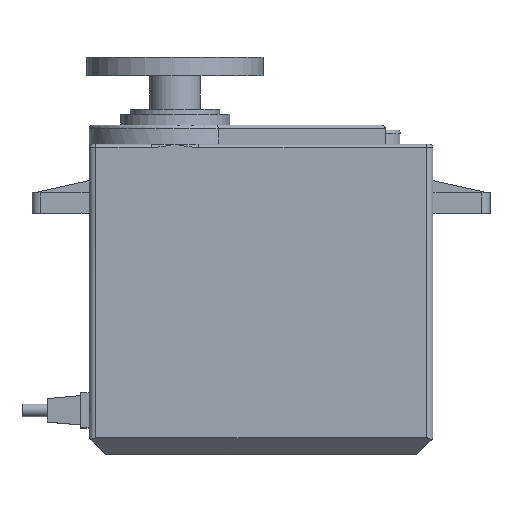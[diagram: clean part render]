
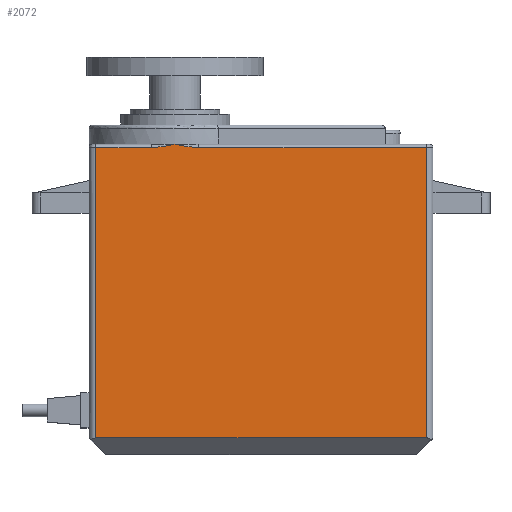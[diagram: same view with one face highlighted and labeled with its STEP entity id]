
A CAD part, top view. The second image highlights one B-rep face of the part: STEP entity #2072.
In plain terms, the highlighted planar face has unit normal (0, 0, 1).
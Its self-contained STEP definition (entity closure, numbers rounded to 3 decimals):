
#39=B_SPLINE_CURVE_WITH_KNOTS('',3,(#3473,#3474,#3475,#3476,#3477,#3478,
#3479,#3480,#3481,#3482,#3483,#3484,#3485,#3486,#3487,#3488,#3489,#3490,
#3491,#3492,#3493,#3494,#3495,#3496,#3497,#3498,#3499,#3500,#3501,#3502,
#3503,#3504,#3505,#3506,#3507,#3508,#3509),.UNSPECIFIED.,.F.,.F.,(4,3,3,
3,3,3,3,3,3,3,3,3,4),(0.,0.,0.001,0.001,
0.001,0.001,0.001,0.002,
0.002,0.003,0.003,0.003,
0.003),.UNSPECIFIED.);
#40=B_SPLINE_CURVE_WITH_KNOTS('',3,(#3511,#3512,#3513,#3514,#3515,#3516,
#3517,#3518,#3519,#3520,#3521,#3522,#3523,#3524,#3525,#3526,#3527,#3528,
#3529,#3530,#3531,#3532,#3533,#3534,#3535,#3536,#3537,#3538,#3539,#3540,
#3541,#3542,#3543,#3544,#3545,#3546,#3547),.UNSPECIFIED.,.F.,.F.,(4,3,3,
3,3,3,3,3,3,3,3,3,4),(0.,0.,0.001,0.001,
0.001,0.001,0.001,0.002,
0.002,0.003,0.003,0.003,
0.003),.UNSPECIFIED.);
#113=PLANE('',#2249);
#187=FACE_OUTER_BOUND('',#316,.T.);
#316=EDGE_LOOP('',(#1561,#1562,#1563,#1564,#1565,#1566,#1567));
#550=LINE('',#3469,#733);
#551=LINE('',#3471,#734);
#552=LINE('',#3549,#735);
#553=LINE('',#3551,#736);
#554=LINE('',#3552,#737);
#733=VECTOR('',#2646,34.6);
#734=VECTOR('',#2647,27.115);
#735=VECTOR('',#2648,6.615);
#736=VECTOR('',#2649,34.6);
#737=VECTOR('',#2650,39.4);
#1020=VERTEX_POINT('',#3467);
#1021=VERTEX_POINT('',#3468);
#1022=VERTEX_POINT('',#3470);
#1023=VERTEX_POINT('',#3472);
#1024=VERTEX_POINT('',#3510);
#1025=VERTEX_POINT('',#3548);
#1026=VERTEX_POINT('',#3550);
#1232=EDGE_CURVE('',#1020,#1021,#550,.F.);
#1233=EDGE_CURVE('',#1021,#1022,#551,.F.);
#1234=EDGE_CURVE('',#1022,#1023,#39,.T.);
#1235=EDGE_CURVE('',#1023,#1024,#40,.F.);
#1236=EDGE_CURVE('',#1024,#1025,#552,.F.);
#1237=EDGE_CURVE('',#1025,#1026,#553,.T.);
#1238=EDGE_CURVE('',#1026,#1020,#554,.T.);
#1561=ORIENTED_EDGE('',*,*,#1232,.T.);
#1562=ORIENTED_EDGE('',*,*,#1233,.T.);
#1563=ORIENTED_EDGE('',*,*,#1234,.T.);
#1564=ORIENTED_EDGE('',*,*,#1235,.T.);
#1565=ORIENTED_EDGE('',*,*,#1236,.T.);
#1566=ORIENTED_EDGE('',*,*,#1237,.T.);
#1567=ORIENTED_EDGE('',*,*,#1238,.T.);
#2072=ADVANCED_FACE('',(#187),#113,.F.);
#2249=AXIS2_PLACEMENT_3D('',#3466,#2644,#2645);
#2644=DIRECTION('center_axis',(0.,0.,-1.));
#2645=DIRECTION('ref_axis',(-1.,0.,0.));
#2646=DIRECTION('',(0.,-1.,0.));
#2647=DIRECTION('',(1.,0.,0.));
#2648=DIRECTION('',(1.,0.,0.));
#2649=DIRECTION('',(0.,-1.,0.));
#2650=DIRECTION('',(1.,0.,0.));
#3466=CARTESIAN_POINT('Origin',(-20.5,37.,10.25));
#3467=CARTESIAN_POINT('',(19.7,2.,10.25));
#3468=CARTESIAN_POINT('',(19.7,36.6,10.25));
#3469=CARTESIAN_POINT('',(19.7,36.6,10.25));
#3470=CARTESIAN_POINT('',(-7.415,36.6,10.25));
#3471=CARTESIAN_POINT('',(-7.415,36.6,10.25));
#3472=CARTESIAN_POINT('',(-10.25,37.,10.25));
#3473=CARTESIAN_POINT('Ctrl Pts',(-7.415,36.6,10.25));
#3474=CARTESIAN_POINT('Ctrl Pts',(-7.538,36.6,10.25));
#3475=CARTESIAN_POINT('Ctrl Pts',(-7.662,36.604,10.25));
#3476=CARTESIAN_POINT('Ctrl Pts',(-7.785,36.612,10.25));
#3477=CARTESIAN_POINT('Ctrl Pts',(-7.9,36.619,10.25));
#3478=CARTESIAN_POINT('Ctrl Pts',(-8.015,36.628,10.25));
#3479=CARTESIAN_POINT('Ctrl Pts',(-8.13,36.64,10.25));
#3480=CARTESIAN_POINT('Ctrl Pts',(-8.131,36.64,10.25));
#3481=CARTESIAN_POINT('Ctrl Pts',(-8.131,36.64,10.25));
#3482=CARTESIAN_POINT('Ctrl Pts',(-8.131,36.64,10.25));
#3483=CARTESIAN_POINT('Ctrl Pts',(-8.346,36.662,10.25));
#3484=CARTESIAN_POINT('Ctrl Pts',(-8.559,36.691,10.25));
#3485=CARTESIAN_POINT('Ctrl Pts',(-8.772,36.724,10.25));
#3486=CARTESIAN_POINT('Ctrl Pts',(-8.795,36.728,10.25));
#3487=CARTESIAN_POINT('Ctrl Pts',(-8.818,36.731,10.25));
#3488=CARTESIAN_POINT('Ctrl Pts',(-8.841,36.735,10.25));
#3489=CARTESIAN_POINT('Ctrl Pts',(-8.841,36.735,10.25));
#3490=CARTESIAN_POINT('Ctrl Pts',(-8.841,36.735,10.25));
#3491=CARTESIAN_POINT('Ctrl Pts',(-8.841,36.735,10.25));
#3492=CARTESIAN_POINT('Ctrl Pts',(-9.077,36.773,10.25));
#3493=CARTESIAN_POINT('Ctrl Pts',(-9.312,36.816,10.25));
#3494=CARTESIAN_POINT('Ctrl Pts',(-9.546,36.861,10.25));
#3495=CARTESIAN_POINT('Ctrl Pts',(-9.546,36.861,10.25));
#3496=CARTESIAN_POINT('Ctrl Pts',(-9.547,36.861,10.25));
#3497=CARTESIAN_POINT('Ctrl Pts',(-9.547,36.861,10.25));
#3498=CARTESIAN_POINT('Ctrl Pts',(-9.664,36.883,10.25));
#3499=CARTESIAN_POINT('Ctrl Pts',(-9.781,36.906,10.25));
#3500=CARTESIAN_POINT('Ctrl Pts',(-9.898,36.929,10.25));
#3501=CARTESIAN_POINT('Ctrl Pts',(-9.955,36.941,10.25));
#3502=CARTESIAN_POINT('Ctrl Pts',(-10.013,36.952,10.25));
#3503=CARTESIAN_POINT('Ctrl Pts',(-10.07,36.964,10.25));
#3504=CARTESIAN_POINT('Ctrl Pts',(-10.118,36.973,10.25));
#3505=CARTESIAN_POINT('Ctrl Pts',(-10.167,36.983,10.25));
#3506=CARTESIAN_POINT('Ctrl Pts',(-10.215,36.993,10.25));
#3507=CARTESIAN_POINT('Ctrl Pts',(-10.227,36.995,10.25));
#3508=CARTESIAN_POINT('Ctrl Pts',(-10.238,36.998,10.25));
#3509=CARTESIAN_POINT('Ctrl Pts',(-10.25,37.,10.25));
#3510=CARTESIAN_POINT('',(-13.085,36.6,10.25));
#3511=CARTESIAN_POINT('Ctrl Pts',(-13.085,36.6,10.25));
#3512=CARTESIAN_POINT('Ctrl Pts',(-12.962,36.6,10.25));
#3513=CARTESIAN_POINT('Ctrl Pts',(-12.838,36.604,10.25));
#3514=CARTESIAN_POINT('Ctrl Pts',(-12.715,36.612,10.25));
#3515=CARTESIAN_POINT('Ctrl Pts',(-12.6,36.619,10.25));
#3516=CARTESIAN_POINT('Ctrl Pts',(-12.485,36.628,10.25));
#3517=CARTESIAN_POINT('Ctrl Pts',(-12.37,36.64,10.25));
#3518=CARTESIAN_POINT('Ctrl Pts',(-12.369,36.64,10.25));
#3519=CARTESIAN_POINT('Ctrl Pts',(-12.369,36.64,10.25));
#3520=CARTESIAN_POINT('Ctrl Pts',(-12.369,36.64,10.25));
#3521=CARTESIAN_POINT('Ctrl Pts',(-12.154,36.662,10.25));
#3522=CARTESIAN_POINT('Ctrl Pts',(-11.941,36.691,10.25));
#3523=CARTESIAN_POINT('Ctrl Pts',(-11.728,36.724,10.25));
#3524=CARTESIAN_POINT('Ctrl Pts',(-11.705,36.728,10.25));
#3525=CARTESIAN_POINT('Ctrl Pts',(-11.682,36.731,10.25));
#3526=CARTESIAN_POINT('Ctrl Pts',(-11.659,36.735,10.25));
#3527=CARTESIAN_POINT('Ctrl Pts',(-11.659,36.735,10.25));
#3528=CARTESIAN_POINT('Ctrl Pts',(-11.659,36.735,10.25));
#3529=CARTESIAN_POINT('Ctrl Pts',(-11.659,36.735,10.25));
#3530=CARTESIAN_POINT('Ctrl Pts',(-11.423,36.773,10.25));
#3531=CARTESIAN_POINT('Ctrl Pts',(-11.188,36.816,10.25));
#3532=CARTESIAN_POINT('Ctrl Pts',(-10.954,36.861,10.25));
#3533=CARTESIAN_POINT('Ctrl Pts',(-10.954,36.861,10.25));
#3534=CARTESIAN_POINT('Ctrl Pts',(-10.953,36.861,10.25));
#3535=CARTESIAN_POINT('Ctrl Pts',(-10.953,36.861,10.25));
#3536=CARTESIAN_POINT('Ctrl Pts',(-10.836,36.883,10.25));
#3537=CARTESIAN_POINT('Ctrl Pts',(-10.719,36.906,10.25));
#3538=CARTESIAN_POINT('Ctrl Pts',(-10.602,36.929,10.25));
#3539=CARTESIAN_POINT('Ctrl Pts',(-10.545,36.941,10.25));
#3540=CARTESIAN_POINT('Ctrl Pts',(-10.487,36.952,10.25));
#3541=CARTESIAN_POINT('Ctrl Pts',(-10.43,36.964,10.25));
#3542=CARTESIAN_POINT('Ctrl Pts',(-10.382,36.973,10.25));
#3543=CARTESIAN_POINT('Ctrl Pts',(-10.333,36.983,10.25));
#3544=CARTESIAN_POINT('Ctrl Pts',(-10.285,36.993,10.25));
#3545=CARTESIAN_POINT('Ctrl Pts',(-10.273,36.995,10.25));
#3546=CARTESIAN_POINT('Ctrl Pts',(-10.262,36.998,10.25));
#3547=CARTESIAN_POINT('Ctrl Pts',(-10.25,37.,10.25));
#3548=CARTESIAN_POINT('',(-19.7,36.6,10.25));
#3549=CARTESIAN_POINT('',(-19.7,36.6,10.25));
#3550=CARTESIAN_POINT('',(-19.7,2.,10.25));
#3551=CARTESIAN_POINT('',(-19.7,36.6,10.25));
#3552=CARTESIAN_POINT('',(-19.7,2.,10.25));
